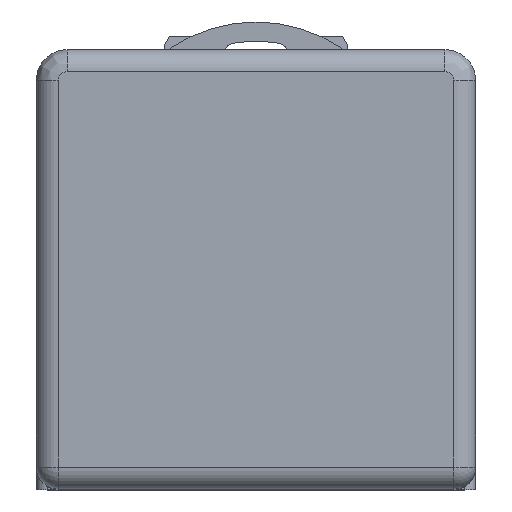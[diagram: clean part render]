
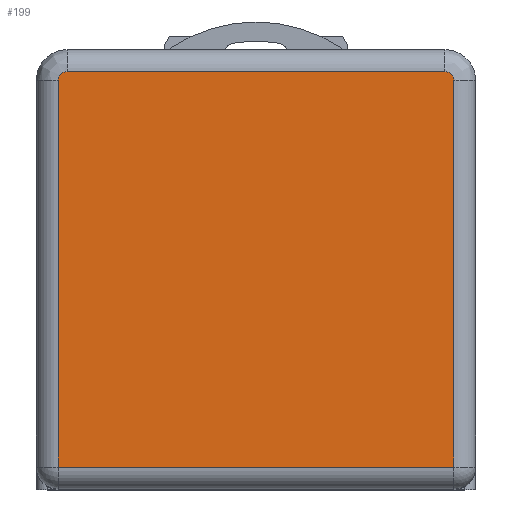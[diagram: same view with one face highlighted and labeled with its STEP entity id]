
A CAD part, top view. The second image highlights one B-rep face of the part: STEP entity #199.
In plain terms, the highlighted planar face has unit normal (0, 0, 1).
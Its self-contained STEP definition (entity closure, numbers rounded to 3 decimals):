
#199=ADVANCED_FACE('',(#637),#638,.T.);
#637=FACE_OUTER_BOUND('',#1331,.T.);
#638=PLANE('',#1332);
#1331=EDGE_LOOP('',(#2978,#2979,#2980,#2981,#2982,#2983));
#1332=AXIS2_PLACEMENT_3D('',#2984,#2985,#2986);
#2978=ORIENTED_EDGE('',*,*,#4450,.T.);
#2979=ORIENTED_EDGE('',*,*,#4451,.T.);
#2980=ORIENTED_EDGE('',*,*,#4449,.T.);
#2981=ORIENTED_EDGE('',*,*,#4452,.T.);
#2982=ORIENTED_EDGE('',*,*,#4453,.T.);
#2983=ORIENTED_EDGE('',*,*,#4454,.T.);
#2984=CARTESIAN_POINT('',(0.0,0.0,0.0));
#2985=DIRECTION('',(0.0,0.0,1.0));
#2986=DIRECTION('',(1.0,0.0,0.0));
#4449=EDGE_CURVE('',#5581,#5583,#5585,.T.);
#4450=EDGE_CURVE('',#5586,#5587,#5588,.T.);
#4451=EDGE_CURVE('',#5587,#5581,#5589,.T.);
#4452=EDGE_CURVE('',#5583,#5590,#5591,.T.);
#4453=EDGE_CURVE('',#5590,#5592,#5593,.T.);
#4454=EDGE_CURVE('',#5592,#5586,#5594,.T.);
#5581=VERTEX_POINT('',#7391);
#5583=VERTEX_POINT('',#7393);
#5585=CIRCLE('',#7395,0.8);
#5586=VERTEX_POINT('',#7396);
#5587=VERTEX_POINT('',#7397);
#5588=CIRCLE('',#7398,0.8);
#5589=LINE('',#7399,#7400);
#5590=VERTEX_POINT('',#7401);
#5591=LINE('',#7402,#7403);
#5592=VERTEX_POINT('',#7404);
#5593=LINE('',#7405,#7406);
#5594=LINE('',#7407,#7408);
#7391=CARTESIAN_POINT('',(-17.2,18.0,0.0));
#7393=CARTESIAN_POINT('',(-18.0,17.2,0.0));
#7395=AXIS2_PLACEMENT_3D('',#8759,#8760,#8761);
#7396=CARTESIAN_POINT('',(18.0,17.2,0.0));
#7397=CARTESIAN_POINT('',(17.2,18.0,0.0));
#7398=AXIS2_PLACEMENT_3D('',#8762,#8763,#8764);
#7399=CARTESIAN_POINT('',(17.2,18.0,0.0));
#7400=VECTOR('',#8765,34.4);
#7401=CARTESIAN_POINT('',(-18.0,-18.0,0.0));
#7402=CARTESIAN_POINT('',(-18.0,17.2,0.0));
#7403=VECTOR('',#8766,35.2);
#7404=CARTESIAN_POINT('',(18.0,-18.0,0.0));
#7405=CARTESIAN_POINT('',(-18.0,-18.0,0.0));
#7406=VECTOR('',#8767,36.0);
#7407=CARTESIAN_POINT('',(18.0,-18.0,0.0));
#7408=VECTOR('',#8768,35.2);
#8759=CARTESIAN_POINT('',(-17.2,17.2,0.0));
#8760=DIRECTION('',(0.0,-0.0,1.0));
#8761=DIRECTION('',(0.0,1.0,0.0));
#8762=CARTESIAN_POINT('',(17.2,17.2,0.0));
#8763=DIRECTION('',(0.0,0.0,1.0));
#8764=DIRECTION('',(1.0,0.0,0.0));
#8765=DIRECTION('',(-1.0,0.0,0.0));
#8766=DIRECTION('',(0.0,-1.0,0.0));
#8767=DIRECTION('',(1.0,0.0,0.0));
#8768=DIRECTION('',(0.0,1.0,0.0));
